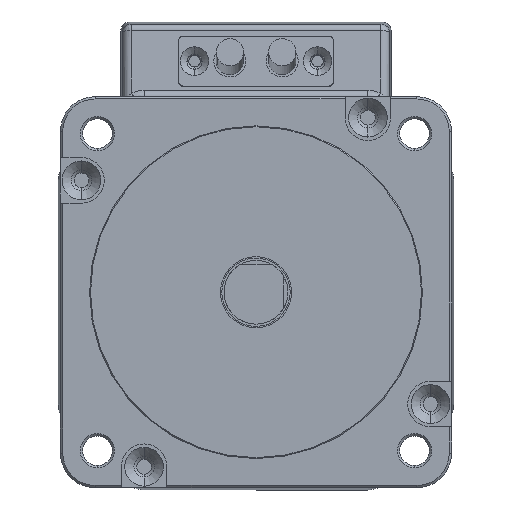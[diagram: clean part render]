
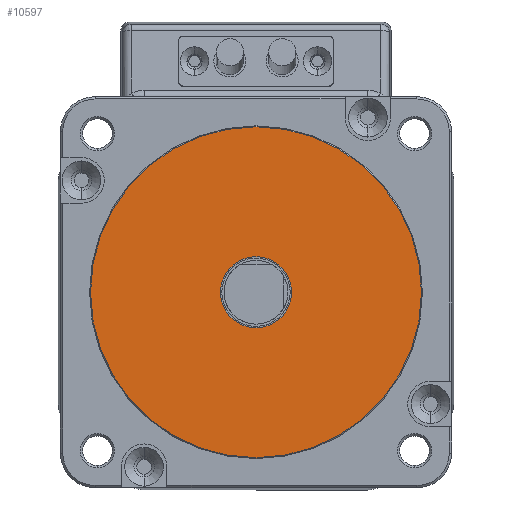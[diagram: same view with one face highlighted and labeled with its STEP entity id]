
A CAD part, front view. The second image highlights one B-rep face of the part: STEP entity #10597.
In plain terms, the highlighted planar face has unit normal (0, -1, 0).
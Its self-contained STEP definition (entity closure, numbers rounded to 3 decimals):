
#10583 = EDGE_LOOP ( 'NONE', ( #10612, #10598 ) ) ;
#10596 = EDGE_CURVE ( 'NONE', #18381, #18449, #15680, .T. ) ;
#10597 = ADVANCED_FACE ( 'NONE', ( #15679, #15735 ), #15678, .T. ) ;
#10598 = ORIENTED_EDGE ( 'NONE', *, *, #18228, .T. ) ;
#10599 = EDGE_CURVE ( 'NONE', #17982, #17983, #15721, .T. ) ;
#10600 = EDGE_LOOP ( 'NONE', ( #10602, #10601 ) ) ;
#10601 = ORIENTED_EDGE ( 'NONE', *, *, #17946, .T. ) ;
#10602 = ORIENTED_EDGE ( 'NONE', *, *, #10599, .T. ) ;
#10612 = ORIENTED_EDGE ( 'NONE', *, *, #10596, .T. ) ;
#15678 = PLANE ( 'NONE',  #15732 ) ;
#15679 = FACE_OUTER_BOUND ( 'NONE', #10583, .T. ) ;
#15680 = CIRCLE ( 'NONE', #15731, 36.313 ) ;
#15685 = CARTESIAN_POINT ( 'NONE',  ( 0., -1.7, 0. ) ) ;
#15698 = DIRECTION ( 'NONE',  ( 0., -1., 0. ) ) ;
#15717 = DIRECTION ( 'NONE',  ( 0., 0., 1. ) ) ;
#15718 = DIRECTION ( 'NONE',  ( 0., 1., 0. ) ) ;
#15719 = CARTESIAN_POINT ( 'NONE',  ( 0., -1.7, 0. ) ) ;
#15720 = AXIS2_PLACEMENT_3D ( 'NONE', #15719, #15718, #15717 ) ;
#15721 = CIRCLE ( 'NONE', #15720, 7.8 ) ;
#15723 = DIRECTION ( 'NONE',  ( 0., 0., -1. ) ) ;
#15728 = DIRECTION ( 'NONE',  ( 0., 0., -1. ) ) ;
#15729 = DIRECTION ( 'NONE',  ( 0., -1., 0. ) ) ;
#15730 = CARTESIAN_POINT ( 'NONE',  ( 0., -1.7, 0. ) ) ;
#15731 = AXIS2_PLACEMENT_3D ( 'NONE', #15730, #15729, #15728 ) ;
#15732 = AXIS2_PLACEMENT_3D ( 'NONE', #15685, #15698, #15723 ) ;
#15735 = FACE_BOUND ( 'NONE', #10600, .T. ) ;
#17946 = EDGE_CURVE ( 'NONE', #17983, #17982, #27982, .T. ) ;
#17982 = VERTEX_POINT ( 'NONE', #28039 ) ;
#17983 = VERTEX_POINT ( 'NONE', #28033 ) ;
#18228 = EDGE_CURVE ( 'NONE', #18449, #18381, #28477, .T. ) ;
#18381 = VERTEX_POINT ( 'NONE', #28794 ) ;
#18449 = VERTEX_POINT ( 'NONE', #28871 ) ;
#27968 = DIRECTION ( 'NONE',  ( 0., 0., 1. ) ) ;
#27969 = DIRECTION ( 'NONE',  ( 0., 1., 0. ) ) ;
#27970 = CARTESIAN_POINT ( 'NONE',  ( 0., -1.7, 0. ) ) ;
#27982 = CIRCLE ( 'NONE', #27984, 7.8 ) ;
#27984 = AXIS2_PLACEMENT_3D ( 'NONE', #27970, #27969, #27968 ) ;
#28033 = CARTESIAN_POINT ( 'NONE',  ( 0., -1.7, -7.8 ) ) ;
#28039 = CARTESIAN_POINT ( 'NONE',  ( 0., -1.7, 7.8 ) ) ;
#28469 = DIRECTION ( 'NONE',  ( 0., 0., -1. ) ) ;
#28474 = AXIS2_PLACEMENT_3D ( 'NONE', #28480, #28485, #28469 ) ;
#28477 = CIRCLE ( 'NONE', #28474, 36.313 ) ;
#28480 = CARTESIAN_POINT ( 'NONE',  ( 0., -1.7, 0. ) ) ;
#28485 = DIRECTION ( 'NONE',  ( 0., -1., 0. ) ) ;
#28794 = CARTESIAN_POINT ( 'NONE',  ( 0., -1.7, 36.313 ) ) ;
#28871 = CARTESIAN_POINT ( 'NONE',  ( 0., -1.7, -36.313 ) ) ;
